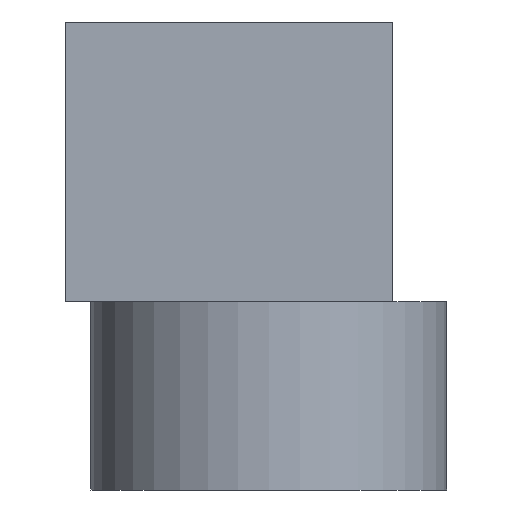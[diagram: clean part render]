
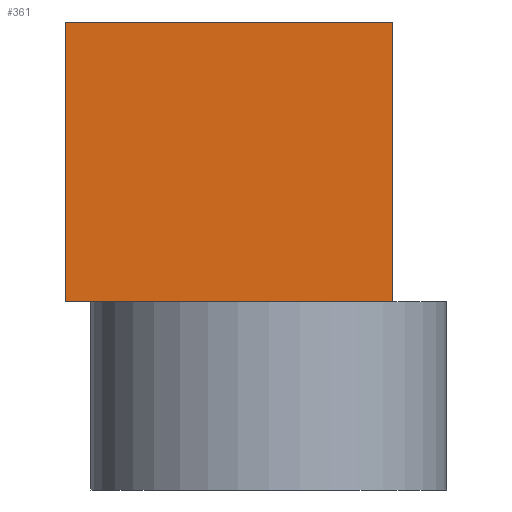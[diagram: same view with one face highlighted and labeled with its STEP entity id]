
A CAD part, front view. The second image highlights one B-rep face of the part: STEP entity #361.
In plain terms, the highlighted planar face has unit normal (0, -1, 0).
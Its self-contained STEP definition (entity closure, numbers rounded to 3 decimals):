
#22=LINE('',#531,#66);
#23=LINE('',#533,#67);
#24=LINE('',#535,#68);
#25=LINE('',#536,#69);
#66=VECTOR('',#435,10.);
#67=VECTOR('',#436,10.);
#68=VECTOR('',#437,10.);
#69=VECTOR('',#438,10.);
#113=FACE_OUTER_BOUND('',#135,.T.);
#135=EDGE_LOOP('',(#248,#249,#250,#251));
#165=VERTEX_POINT('',#529);
#166=VERTEX_POINT('',#530);
#167=VERTEX_POINT('',#532);
#168=VERTEX_POINT('',#534);
#198=EDGE_CURVE('',#165,#166,#22,.T.);
#199=EDGE_CURVE('',#167,#165,#23,.T.);
#200=EDGE_CURVE('',#168,#167,#24,.T.);
#201=EDGE_CURVE('',#166,#168,#25,.T.);
#248=ORIENTED_EDGE('',*,*,#198,.F.);
#249=ORIENTED_EDGE('',*,*,#199,.F.);
#250=ORIENTED_EDGE('',*,*,#200,.F.);
#251=ORIENTED_EDGE('',*,*,#201,.F.);
#340=PLANE('',#400);
#361=ADVANCED_FACE('',(#113),#340,.F.);
#400=AXIS2_PLACEMENT_3D('',#528,#433,#434);
#433=DIRECTION('center_axis',(0.,1.,0.));
#434=DIRECTION('ref_axis',(0.,0.,1.));
#435=DIRECTION('',(0.,0.,1.));
#436=DIRECTION('',(-1.,0.,0.));
#437=DIRECTION('',(0.,0.,-1.));
#438=DIRECTION('',(1.,0.,0.));
#528=CARTESIAN_POINT('Origin',(-4.58,-49.974,0.));
#529=CARTESIAN_POINT('',(-4.009,-49.974,0.));
#530=CARTESIAN_POINT('',(-4.009,-49.974,5.5));
#531=CARTESIAN_POINT('',(-4.009,-49.974,0.));
#532=CARTESIAN_POINT('',(2.42,-49.974,0.));
#533=CARTESIAN_POINT('',(-2.83,-49.974,0.));
#534=CARTESIAN_POINT('',(2.42,-49.974,5.5));
#535=CARTESIAN_POINT('',(2.42,-49.974,0.));
#536=CARTESIAN_POINT('',(-2.83,-49.974,5.5));
